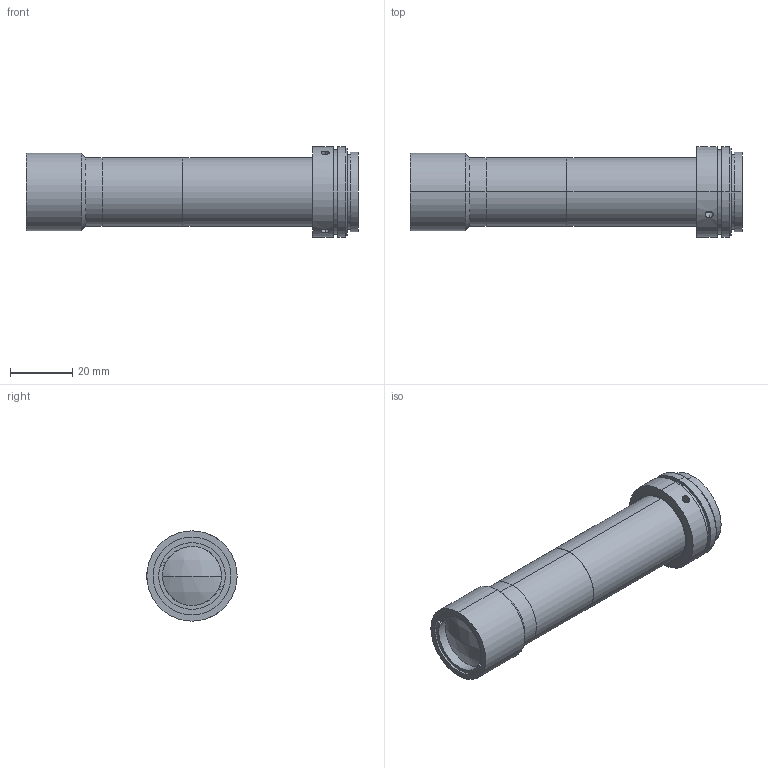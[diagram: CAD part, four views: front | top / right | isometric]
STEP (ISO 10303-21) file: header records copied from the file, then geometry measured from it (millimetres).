
FILE_DESCRIPTION (( 'STEP AP203' ), '1' );
FILE_NAME ('XF-MT4X65-蚾饜极-20160406V5.STEP', '2016-04-11T02:46:42', ( 'cherishsunshine' ), ( '' ), 'SwSTEP 2.0', 'SolidWorks 2014', '' );
FILE_SCHEMA (( 'CONFIG_CONTROL_DESIGN' ));
Length unit declared in the file: millimetre
Products named in the file (1): XF-MT4X65-蚾饜极-20160406V5
Bounding box: 106.63 x 29 x 29 mm (x, y, z)
Surface area: 11935.4 mm2 (no closed solid volume)
Topology: 0 solids, 8 shells, 67 faces, 162 edges, 109 vertices
Faces by surface type: cylinder 40, plane 21, cone 4, sphere 2
Entity records: 2276 total; most frequent: CARTESIAN_POINT 567, DIRECTION 376, ORIENTED_EDGE 288, EDGE_CURVE 162, AXIS2_PLACEMENT_3D 158, VERTEX_POINT 109, CIRCLE 90, EDGE_LOOP 86
